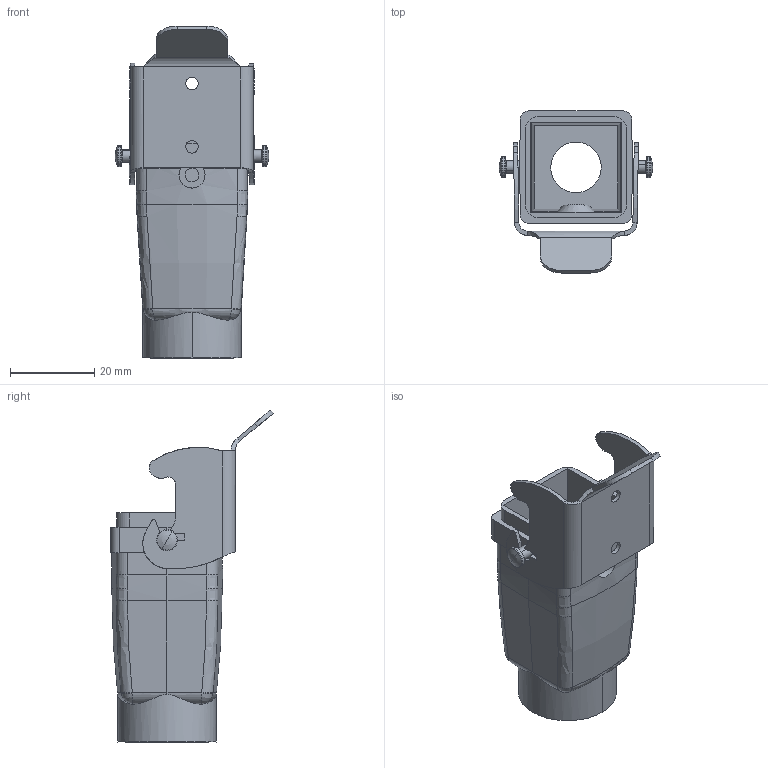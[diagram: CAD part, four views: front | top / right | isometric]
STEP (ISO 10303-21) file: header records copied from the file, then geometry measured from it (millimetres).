
FILE_DESCRIPTION(('CATIA V5R24 STEP','CAx-IF Rec.Pracs.--- Model Styling and Organization---1.2---2011-12-15'),'2;1');
FILE_NAME ('13490954_3', '2018-08-27T07:23:47+00:00', ('Weidmueller Interface'), ('Weidmueller'), 'CATIA Version 5-6 Release 2014 SP4 HF52', 'CATIA V5 STEP AP214', 'none');
FILE_SCHEMA(('AUTOMOTIVE_DESIGN { 1 0 10303 214 1 1 1 1 }'));
Length unit declared in the file: millimetre
Products named in the file (1): 1652500000
Bounding box: 36.5 x 38.59 x 78.92 mm (x, y, z)
Volume: 12952 mm3; surface area: 14052.6 mm2
Topology: 2 solids, 2 shells, 198 faces, 502 edges, 306 vertices
Faces by surface type: plane 79, cylinder 68, bspline 24, torus 14, extrusion 4, sphere 4, cone 3, revolution 2
Entity records: 6801 total; most frequent: CARTESIAN_POINT 2506, ORIENTED_EDGE 988, DIRECTION 662, EDGE_CURVE 494, VERTEX_POINT 306, AXIS2_PLACEMENT_3D 279, VECTOR 243, LINE 239
